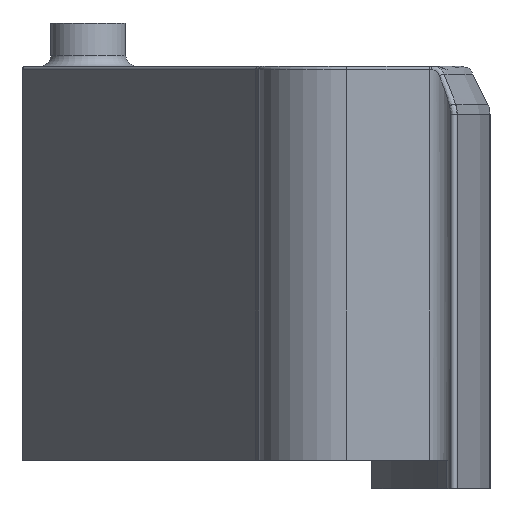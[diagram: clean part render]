
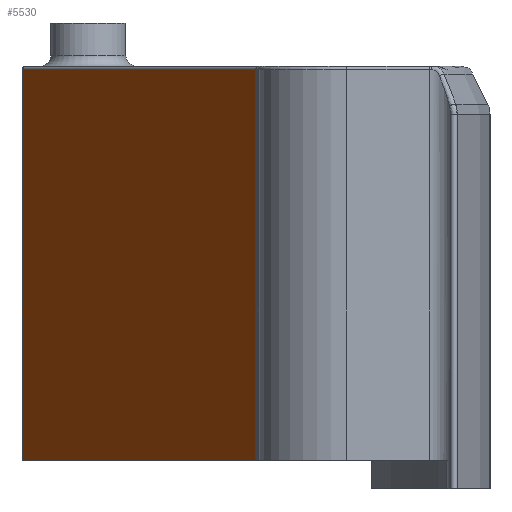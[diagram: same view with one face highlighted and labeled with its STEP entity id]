
A CAD part, left-side view. The second image highlights one B-rep face of the part: STEP entity #5530.
In plain terms, the highlighted planar face has unit normal (-0.5, 0.866, 0).
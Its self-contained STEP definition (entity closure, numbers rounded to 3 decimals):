
#577=LINE('',#8863,#983);
#698=LINE('',#10148,#1104);
#700=LINE('',#10153,#1106);
#716=LINE('',#10549,#1122);
#983=VECTOR('',#7037,10.);
#1104=VECTOR('',#7618,10.);
#1106=VECTOR('',#7624,10.);
#1122=VECTOR('',#7736,10.);
#1424=FACE_OUTER_BOUND('',#1759,.T.);
#1759=EDGE_LOOP('',(#5011,#5012,#5013,#5014));
#2422=VERTEX_POINT('',#8860);
#2423=VERTEX_POINT('',#8862);
#2594=VERTEX_POINT('',#10144);
#2595=VERTEX_POINT('',#10151);
#3085=EDGE_CURVE('',#2422,#2423,#577,.T.);
#3372=EDGE_CURVE('',#2423,#2594,#698,.T.);
#3375=EDGE_CURVE('',#2594,#2595,#700,.T.);
#3430=EDGE_CURVE('',#2422,#2595,#716,.T.);
#5011=ORIENTED_EDGE('',*,*,#3375,.F.);
#5012=ORIENTED_EDGE('',*,*,#3372,.F.);
#5013=ORIENTED_EDGE('',*,*,#3085,.F.);
#5014=ORIENTED_EDGE('',*,*,#3430,.T.);
#5232=PLANE('',#6151);
#5530=ADVANCED_FACE('',(#1424),#5232,.F.);
#6151=AXIS2_PLACEMENT_3D('',#10550,#7737,#7738);
#7037=DIRECTION('',(0.866,0.5,0.));
#7618=DIRECTION('',(0.,0.,1.));
#7624=DIRECTION('',(-0.866,-0.5,0.));
#7736=DIRECTION('',(0.,0.,1.));
#7737=DIRECTION('center_axis',(0.5,-0.866,0.));
#7738=DIRECTION('ref_axis',(-0.866,-0.5,0.));
#8860=CARTESIAN_POINT('',(-113.958,-92.197,0.));
#8862=CARTESIAN_POINT('',(-57.54,-59.624,0.));
#8863=CARTESIAN_POINT('',(-38.923,-48.875,0.));
#10144=CARTESIAN_POINT('',(-57.54,-59.624,54.5));
#10148=CARTESIAN_POINT('',(-57.54,-59.624,0.));
#10151=CARTESIAN_POINT('',(-113.958,-92.197,54.5));
#10153=CARTESIAN_POINT('',(-38.923,-48.875,54.5));
#10549=CARTESIAN_POINT('',(-113.958,-92.197,55.));
#10550=CARTESIAN_POINT('Origin',(-57.215,-59.436,55.));
